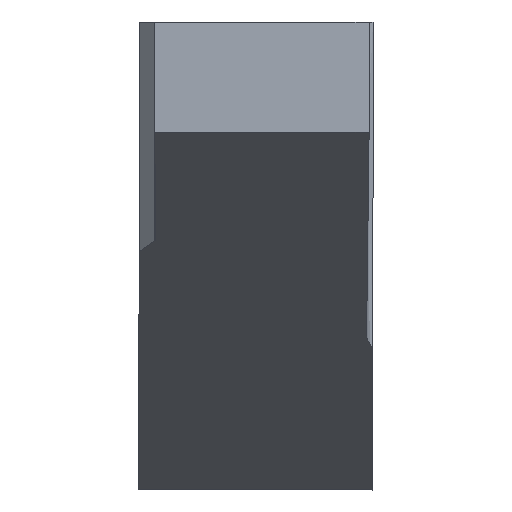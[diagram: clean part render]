
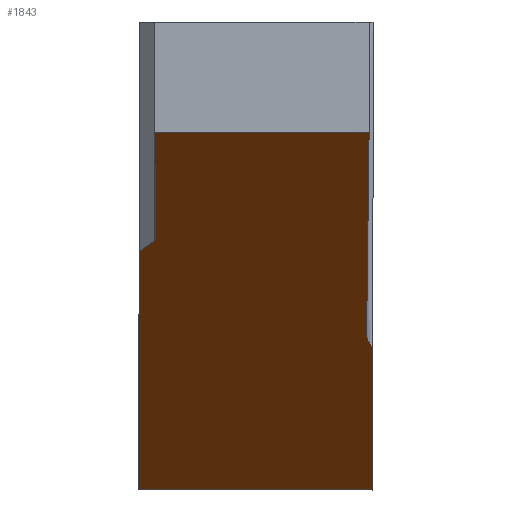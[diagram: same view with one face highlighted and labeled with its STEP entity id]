
A CAD part, front view. The second image highlights one B-rep face of the part: STEP entity #1843.
In plain terms, the highlighted planar face has unit normal (0, -0.574, -0.819).
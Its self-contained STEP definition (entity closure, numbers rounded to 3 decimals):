
#94=CARTESIAN_POINT('',(3.,3.944,-4.172));
#95=VERTEX_POINT('',#94);
#108=CARTESIAN_POINT('',(3.,3.944,-4.172));
#109=DIRECTION('',(0.,0.819,-0.574));
#110=VECTOR('',#109,3.186);
#111=LINE('',#108,#110);
#112=CARTESIAN_POINT('',(3.,6.554,-6.));
#113=VERTEX_POINT('',#112);
#114=EDGE_CURVE('',#95,#113,#111,.T.);
#425=CARTESIAN_POINT('',(2.918,3.705,-4.005));
#426=VERTEX_POINT('',#425);
#437=CARTESIAN_POINT('',(2.918,3.705,-4.005));
#438=DIRECTION('',(0.007,-0.819,0.574));
#439=VECTOR('',#438,4.522);
#440=LINE('',#437,#439);
#441=CARTESIAN_POINT('',(2.95,0.001,-1.411));
#442=VERTEX_POINT('',#441);
#443=EDGE_CURVE('',#426,#442,#440,.T.);
#496=CARTESIAN_POINT('',(0.,2.19,-2.944));
#497=VERTEX_POINT('',#496);
#521=CARTESIAN_POINT('',(0.202,1.988,-2.803));
#522=VERTEX_POINT('',#521);
#533=CARTESIAN_POINT('',(0.202,1.988,-2.803));
#534=DIRECTION('',(-0.634,0.634,-0.444));
#535=VECTOR('',#534,0.319);
#536=LINE('',#533,#535);
#537=EDGE_CURVE('',#522,#497,#536,.T.);
#585=CARTESIAN_POINT('',(0.217,1.952,-2.777));
#586=VERTEX_POINT('',#585);
#597=CARTESIAN_POINT('',(0.217,1.952,-2.777));
#598=CARTESIAN_POINT('',(0.217,1.965,-2.787));
#599=CARTESIAN_POINT('',(0.212,1.978,-2.796));
#600=CARTESIAN_POINT('',(0.202,1.988,-2.803));
#601=(BOUNDED_CURVE()B_SPLINE_CURVE(3,(#597,#598,#599,#600),.UNSPECIFIED.,.F.,.F.)B_SPLINE_CURVE_WITH_KNOTS((4,4),(0.,1.),.UNSPECIFIED.)CURVE()GEOMETRIC_REPRESENTATION_ITEM()RATIONAL_B_SPLINE_CURVE((1.,0.948,0.948,1.))REPRESENTATION_ITEM(''));
#602=EDGE_CURVE('',#586,#522,#601,.T.);
#632=CARTESIAN_POINT('',(0.2,0.001,-1.411));
#633=VERTEX_POINT('',#632);
#644=CARTESIAN_POINT('',(0.2,0.001,-1.411));
#645=DIRECTION('',(0.007,0.819,-0.574));
#646=VECTOR('',#645,2.382);
#647=LINE('',#644,#646);
#648=EDGE_CURVE('',#633,#586,#647,.T.);
#710=CARTESIAN_POINT('',(0.201,0.,-1.411));
#711=CARTESIAN_POINT('',(0.2,0.,-1.411));
#712=CARTESIAN_POINT('',(0.2,0.,-1.411));
#713=CARTESIAN_POINT('',(0.2,0.001,-1.411));
#714=(BOUNDED_CURVE()B_SPLINE_CURVE(3,(#710,#711,#712,#713),.UNSPECIFIED.,.F.,.F.)B_SPLINE_CURVE_WITH_KNOTS((4,4),(0.,1.),.UNSPECIFIED.)CURVE()GEOMETRIC_REPRESENTATION_ITEM()RATIONAL_B_SPLINE_CURVE((1.,0.803,0.803,1.))REPRESENTATION_ITEM(''));
#715=CARTESIAN_POINT('',(0.201,0.,-1.411));
#716=VERTEX_POINT('',#715);
#717=EDGE_CURVE('',#716,#633,#714,.T.);
#775=CARTESIAN_POINT('',(0.201,0.,-1.411));
#776=DIRECTION('',(1.,0.,0.));
#777=VECTOR('',#776,2.748);
#778=LINE('',#775,#777);
#779=CARTESIAN_POINT('',(2.949,0.,-1.411));
#780=VERTEX_POINT('',#779);
#781=EDGE_CURVE('',#716,#780,#778,.T.);
#821=CARTESIAN_POINT('',(2.95,0.001,-1.411));
#822=CARTESIAN_POINT('',(2.95,0.,-1.411));
#823=CARTESIAN_POINT('',(2.95,0.,-1.411));
#824=CARTESIAN_POINT('',(2.949,0.,-1.411));
#825=(BOUNDED_CURVE()B_SPLINE_CURVE(3,(#821,#822,#823,#824),.UNSPECIFIED.,.F.,.F.)B_SPLINE_CURVE_WITH_KNOTS((4,4),(0.,1.),.UNSPECIFIED.)CURVE()GEOMETRIC_REPRESENTATION_ITEM()RATIONAL_B_SPLINE_CURVE((1.,0.803,0.803,1.))REPRESENTATION_ITEM(''));
#826=EDGE_CURVE('',#442,#780,#825,.T.);
#1608=CARTESIAN_POINT('',(0.,6.554,-6.));
#1609=VERTEX_POINT('',#1608);
#1620=CARTESIAN_POINT('',(3.,6.554,-6.));
#1621=DIRECTION('',(-1.,0.,0.));
#1622=VECTOR('',#1621,3.);
#1623=LINE('',#1620,#1622);
#1624=EDGE_CURVE('',#113,#1609,#1623,.T.);
#1726=CARTESIAN_POINT('',(1.9,2.782,-3.359));
#1727=DIRECTION('',(0.,0.574,0.819));
#1728=DIRECTION('',(0.,-0.47,0.329));
#1729=AXIS2_PLACEMENT_3D('',#1726,#1727,#1728);
#1730=PLANE('',#1729);
#1731=ORIENTED_EDGE('Edge 365',*,*,#1624,.F.);
#1740=CARTESIAN_POINT('',(0.,2.19,-2.944));
#1741=DIRECTION('',(0.,0.819,-0.574));
#1742=VECTOR('',#1741,5.328);
#1743=LINE('',#1740,#1742);
#1744=EDGE_CURVE('',#497,#1609,#1743,.T.);
#1745=ORIENTED_EDGE('Edge 261',*,*,#1744,.T.);
#1754=ORIENTED_EDGE('Edge 128',*,*,#537,.T.);
#1763=ORIENTED_EDGE('Edge 133',*,*,#602,.T.);
#1772=ORIENTED_EDGE('Edge 138',*,*,#648,.T.);
#1781=ORIENTED_EDGE('Edge 143',*,*,#717,.T.);
#1790=ORIENTED_EDGE('Edge 148',*,*,#781,.F.);
#1799=ORIENTED_EDGE('Edge 153',*,*,#826,.T.);
#1808=ORIENTED_EDGE('Edge 158',*,*,#443,.T.);
#1817=CARTESIAN_POINT('',(3.,3.944,-4.172));
#1818=CARTESIAN_POINT('',(2.945,3.872,-4.122));
#1819=CARTESIAN_POINT('',(2.917,3.79,-4.064));
#1820=CARTESIAN_POINT('',(2.918,3.705,-4.005));
#1821=B_SPLINE_CURVE_WITH_KNOTS('',3,(#1817,#1818,#1819,#1820),.UNSPECIFIED.,.F.,.F.,(4,4),(0.,1.),.UNSPECIFIED.);
#1822=EDGE_CURVE('',#95,#426,#1821,.T.);
#1823=ORIENTED_EDGE('Edge 163',*,*,#1822,.T.);
#1832=ORIENTED_EDGE('Edge 168',*,*,#114,.F.);
#1841=EDGE_LOOP('',(#1832,#1823,#1808,#1799,#1790,#1781,#1772,#1763,#1754,#1745,#1731));
#1842=FACE_OUTER_BOUND('Loop 169',#1841,.T.);
#1843=ADVANCED_FACE('Face 170',(#1842),#1730,.F.);
